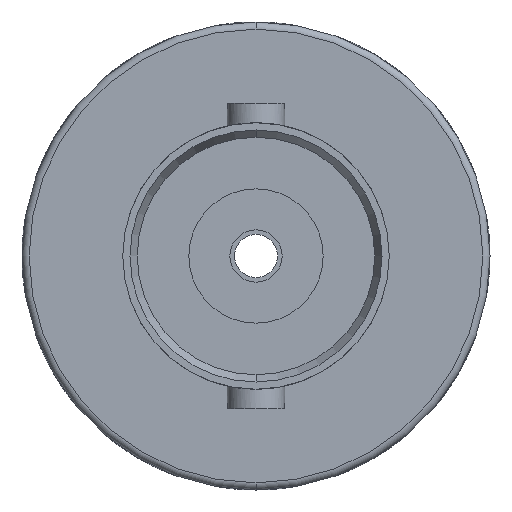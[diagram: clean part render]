
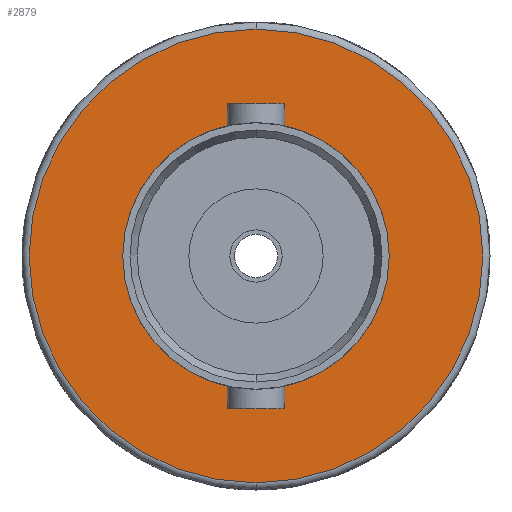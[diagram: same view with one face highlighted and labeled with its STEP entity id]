
A CAD part, front view. The second image highlights one B-rep face of the part: STEP entity #2879.
In plain terms, the highlighted planar face has unit normal (0, -1, 0).
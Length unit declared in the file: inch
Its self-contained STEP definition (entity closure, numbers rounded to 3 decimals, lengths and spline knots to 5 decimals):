
#2810 = EDGE_CURVE ( 'NONE', #2909, #2929, #27958, .T. ) ;
#2879 = ADVANCED_FACE ( 'NONE', ( #10850, #10902 ), #10860, .F. ) ;
#2886 = EDGE_LOOP ( 'NONE', ( #2887, #3046 ) ) ;
#2887 = ORIENTED_EDGE ( 'NONE', *, *, #3016, .T. ) ;
#2899 = EDGE_CURVE ( 'NONE', #2929, #2909, #10869, .T. ) ;
#2909 = VERTEX_POINT ( 'NONE', #12369 ) ;
#2929 = VERTEX_POINT ( 'NONE', #12592 ) ;
#2974 = EDGE_LOOP ( 'NONE', ( #2998, #3035 ) ) ;
#2998 = ORIENTED_EDGE ( 'NONE', *, *, #2810, .F. ) ;
#3016 = EDGE_CURVE ( 'NONE', #20980, #20850, #7567, .T. ) ;
#3035 = ORIENTED_EDGE ( 'NONE', *, *, #2899, .F. ) ;
#3046 = ORIENTED_EDGE ( 'NONE', *, *, #20848, .T. ) ;
#7504 = CARTESIAN_POINT ( 'NONE',  ( 0., -0.20825, 0. ) ) ;
#7557 = DIRECTION ( 'NONE',  ( 0., 0., 1. ) ) ;
#7558 = DIRECTION ( 'NONE',  ( 0., -1., 0. ) ) ;
#7559 = AXIS2_PLACEMENT_3D ( 'NONE', #7504, #7558, #7557 ) ;
#7567 = CIRCLE ( 'NONE', #7559, 0.315 ) ;
#9371 = DIRECTION ( 'NONE',  ( 0., -1., 0. ) ) ;
#9944 = DIRECTION ( 'NONE',  ( 0., 0., 1. ) ) ;
#10850 = FACE_OUTER_BOUND ( 'NONE', #2886, .T. ) ;
#10854 = DIRECTION ( 'NONE',  ( 0., 0., 1. ) ) ;
#10857 = DIRECTION ( 'NONE',  ( 0., 1., 0. ) ) ;
#10858 = CARTESIAN_POINT ( 'NONE',  ( 0., -0.20825, 0. ) ) ;
#10859 = AXIS2_PLACEMENT_3D ( 'NONE', #10858, #10857, #10854 ) ;
#10860 = PLANE ( 'NONE',  #10859 ) ;
#10867 = CARTESIAN_POINT ( 'NONE',  ( 0., -0.20825, 0. ) ) ;
#10868 = AXIS2_PLACEMENT_3D ( 'NONE', #10867, #9371, #9944 ) ;
#10869 = CIRCLE ( 'NONE', #10868, 0.185 ) ;
#10902 = FACE_BOUND ( 'NONE', #2974, .T. ) ;
#12136 = CARTESIAN_POINT ( 'NONE',  ( 0., -0.20825, -0.315 ) ) ;
#12138 = DIRECTION ( 'NONE',  ( 0., 0., 1. ) ) ;
#12139 = DIRECTION ( 'NONE',  ( 0., -1., 0. ) ) ;
#12140 = CARTESIAN_POINT ( 'NONE',  ( 0., -0.20825, 0. ) ) ;
#12141 = AXIS2_PLACEMENT_3D ( 'NONE', #12140, #12139, #12138 ) ;
#12152 = CIRCLE ( 'NONE', #12141, 0.315 ) ;
#12369 = CARTESIAN_POINT ( 'NONE',  ( 0., -0.20825, -0.185 ) ) ;
#12592 = CARTESIAN_POINT ( 'NONE',  ( 0., -0.20825, 0.185 ) ) ;
#13214 = CARTESIAN_POINT ( 'NONE',  ( 0., -0.20825, 0.315 ) ) ;
#20848 = EDGE_CURVE ( 'NONE', #20850, #20980, #12152, .T. ) ;
#20850 = VERTEX_POINT ( 'NONE', #12136 ) ;
#20980 = VERTEX_POINT ( 'NONE', #13214 ) ;
#27951 = CARTESIAN_POINT ( 'NONE',  ( 0., -0.20825, 0. ) ) ;
#27958 = CIRCLE ( 'NONE', #28008, 0.185 ) ;
#28006 = DIRECTION ( 'NONE',  ( 0., 0., 1. ) ) ;
#28007 = DIRECTION ( 'NONE',  ( 0., -1., 0. ) ) ;
#28008 = AXIS2_PLACEMENT_3D ( 'NONE', #27951, #28007, #28006 ) ;
